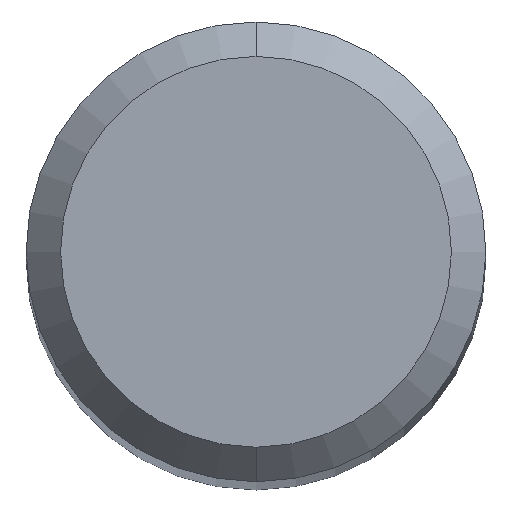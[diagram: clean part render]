
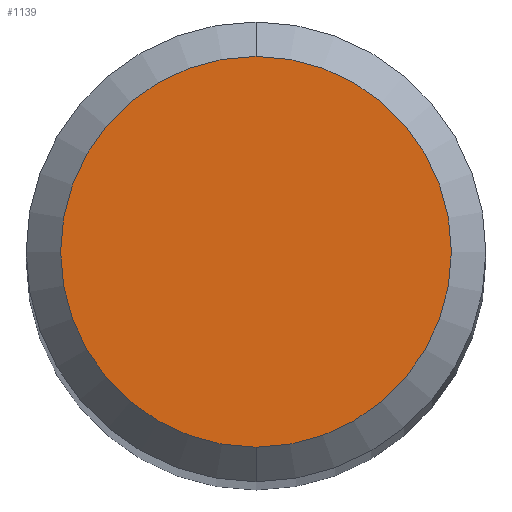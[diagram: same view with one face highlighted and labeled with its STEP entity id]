
A CAD part, top view. The second image highlights one B-rep face of the part: STEP entity #1139.
In plain terms, the highlighted planar face has unit normal (0, 0, 1).
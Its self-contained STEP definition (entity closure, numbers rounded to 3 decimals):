
#677=EDGE_CURVE('',#1225,#985,#1550,.T.);
#955=EDGE_CURVE('',#985,#1225,#1850,.T.);
#985=VERTEX_POINT('',#1881);
#1139=ADVANCED_FACE('',(#2052),#2053,.T.);
#1225=VERTEX_POINT('',#2147);
#1550=CIRCLE('',#3145,1.7);
#1850=CIRCLE('',#4478,1.7);
#1881=CARTESIAN_POINT('',(0.,-1.7,0.0));
#2052=FACE_OUTER_BOUND('',#5211,.T.);
#2053=PLANE('',#5212);
#2147=CARTESIAN_POINT('',(0.0,1.7,0.0));
#3145=AXIS2_PLACEMENT_3D('',#6241,#6242,#6243);
#4478=AXIS2_PLACEMENT_3D('',#6571,#6572,#6573);
#5211=EDGE_LOOP('',(#6805,#6806));
#5212=AXIS2_PLACEMENT_3D('',#6807,#6808,#6809);
#6241=CARTESIAN_POINT('',(0.0,0.0,0.0));
#6242=DIRECTION('',(0.0,0.0,-1.0));
#6243=DIRECTION('',(0.0,1.0,0.0));
#6571=CARTESIAN_POINT('',(0.0,0.0,0.0));
#6572=DIRECTION('',(0.0,0.0,-1.0));
#6573=DIRECTION('',(0.0,1.0,0.0));
#6805=ORIENTED_EDGE('',*,*,#677,.F.);
#6806=ORIENTED_EDGE('',*,*,#955,.F.);
#6807=CARTESIAN_POINT('',(0.0,0.85,0.0));
#6808=DIRECTION('',(-0.0,0.0,1.0));
#6809=DIRECTION('',(0.0,-1.0,0.0));
